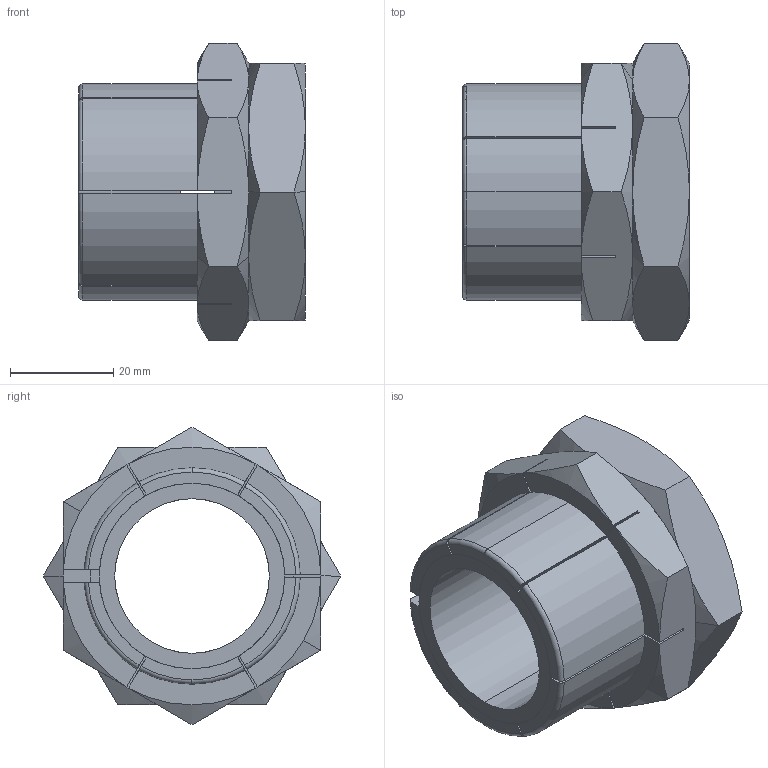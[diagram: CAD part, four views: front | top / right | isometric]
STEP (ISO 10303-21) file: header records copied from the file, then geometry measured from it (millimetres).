
FILE_DESCRIPTION(('STEP AP214'),'1');
FILE_NAME('HALDERN_EH_25050_0330.stp','2020-02-28T09:42:24',('TraceParts'),('TraceParts S.A.'),'Spatial InterOp 3D',' ',' ');
FILE_SCHEMA(('AUTOMOTIVE_DESIGN { 1 0 10303 214 1 1 1 1 }'));
Length unit declared in the file: millimetre
Products named in the file (1): HALDERN_EH_25050_0330_1
Bounding box: 44 x 57.73 x 57.73 mm (x, y, z)
Volume: 44893.4 mm3; surface area: 29274.7 mm2
Topology: 3 solids, 3 shells, 143 faces, 381 edges, 245 vertices
Faces by surface type: plane 66, cylinder 37, cone 32, torus 8
Entity records: 6093 total; most frequent: CARTESIAN_POINT 1448, ORIENTED_EDGE 762, DIRECTION 731, EDGE_CURVE 381, AXIS2_PLACEMENT_3D 278, VERTEX_POINT 245, LINE 175, VECTOR 175
